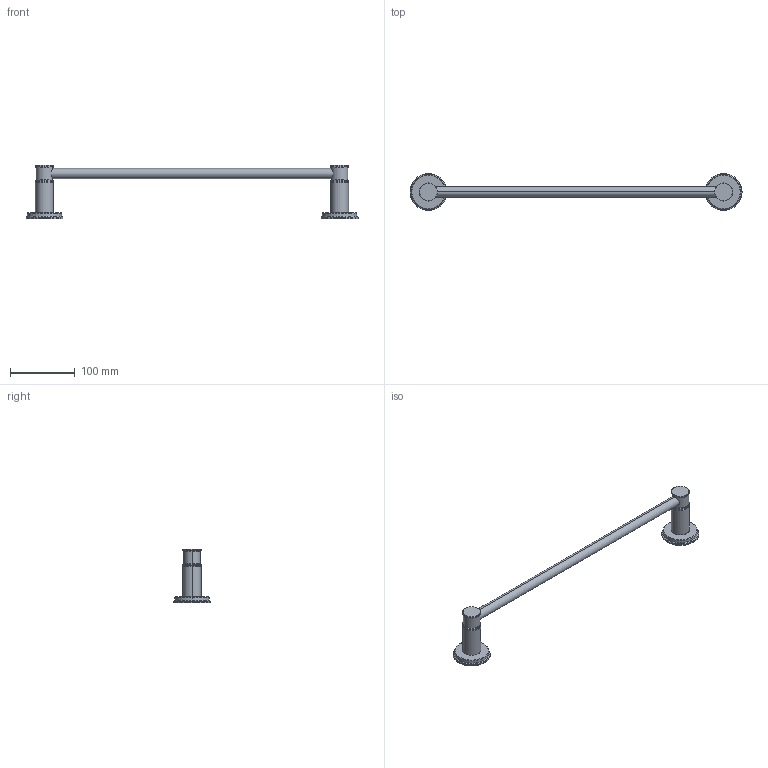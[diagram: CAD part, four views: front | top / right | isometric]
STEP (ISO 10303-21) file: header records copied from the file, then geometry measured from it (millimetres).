
FILE_DESCRIPTION((''),'2;1');
FILE_NAME('3270-1230','2025-04-21T17:49:57',('SwamiS'),(''),'CREO PARAMETRIC BY PTC INC, 2023134','CREO PARAMETRIC BY PTC INC, 2023134','');
FILE_SCHEMA(('CONFIG_CONTROL_DESIGN'));
Length unit declared in the file: inch
Products named in the file (1): 3270-1230
Bounding box: 514.35 x 57.15 x 82.55 mm (x, y, z)
Volume: 137470.9 mm3; surface area: 71643.1 mm2
Topology: 3 solids, 3 shells, 142 faces, 286 edges, 158 vertices
Faces by surface type: torus 60, cylinder 52, plane 18, cone 12
Entity records: 3812 total; most frequent: DIRECTION 774, CARTESIAN_POINT 684, ORIENTED_EDGE 564, AXIS2_PLACEMENT_3D 354, EDGE_CURVE 282, CIRCLE 212, VERTEX_POINT 158, EDGE_LOOP 156
